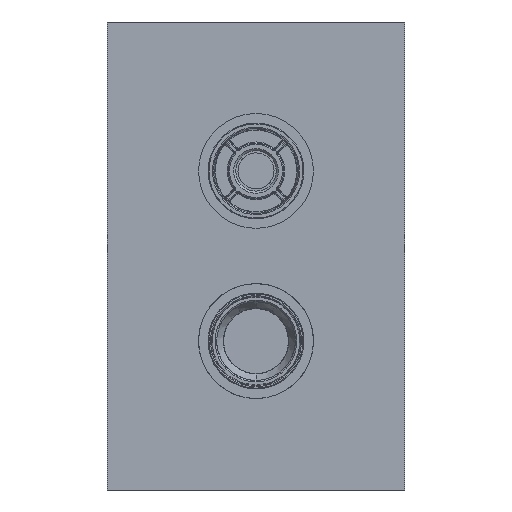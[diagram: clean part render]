
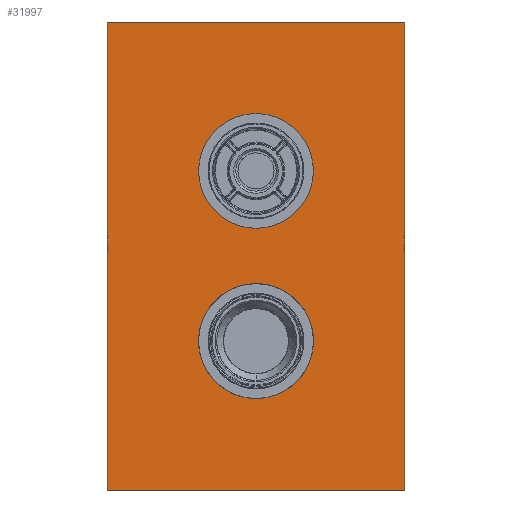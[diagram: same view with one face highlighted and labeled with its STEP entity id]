
A CAD part, front view. The second image highlights one B-rep face of the part: STEP entity #31997.
In plain terms, the highlighted planar face has unit normal (0, -1, 0).
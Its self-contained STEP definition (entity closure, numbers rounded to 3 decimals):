
#31778=CARTESIAN_POINT('Axis2P3D Location',(0.,95.128,40.)) ;
#31885=CARTESIAN_POINT('Line Origine',(-70.,95.128,40.)) ;
#31889=CARTESIAN_POINT('Vertex',(-70.,95.128,-70.)) ;
#31891=CARTESIAN_POINT('Vertex',(-70.,95.128,150.)) ;
#31894=CARTESIAN_POINT('Line Origine',(0.,95.128,-70.)) ;
#31898=CARTESIAN_POINT('Vertex',(70.,95.128,-70.)) ;
#31901=CARTESIAN_POINT('Line Origine',(70.,95.128,40.)) ;
#31905=CARTESIAN_POINT('Vertex',(70.,95.128,150.)) ;
#31908=CARTESIAN_POINT('Line Origine',(0.,95.128,150.)) ;
#31919=CARTESIAN_POINT('Axis2P3D Location',(0.,95.128,80.)) ;
#31923=CARTESIAN_POINT('Vertex',(27.,95.128,80.)) ;
#31925=CARTESIAN_POINT('Vertex',(-27.,95.128,80.)) ;
#31928=CARTESIAN_POINT('Axis2P3D Location',(0.,95.128,80.)) ;
#31938=CARTESIAN_POINT('Control Point',(-27.,95.128,0.)) ;
#31939=CARTESIAN_POINT('Control Point',(-27.,95.128,2.546)) ;
#31940=CARTESIAN_POINT('Control Point',(-26.7,95.128,5.091)) ;
#31941=CARTESIAN_POINT('Control Point',(-26.1,95.128,7.59)) ;
#31942=CARTESIAN_POINT('Control Point',(-24.322,95.128,12.398)) ;
#31943=CARTESIAN_POINT('Control Point',(-21.476,95.128,16.661)) ;
#31944=CARTESIAN_POINT('Control Point',(-19.807,95.128,18.615)) ;
#31945=CARTESIAN_POINT('Control Point',(-16.039,95.128,22.091)) ;
#31946=CARTESIAN_POINT('Control Point',(-11.567,95.128,24.597)) ;
#31947=CARTESIAN_POINT('Control Point',(-9.193,95.128,25.579)) ;
#31948=CARTESIAN_POINT('Control Point',(-4.257,95.128,26.966)) ;
#31949=CARTESIAN_POINT('Control Point',(0.865,95.128,27.167)) ;
#31950=CARTESIAN_POINT('Control Point',(3.427,95.128,26.964)) ;
#31951=CARTESIAN_POINT('Control Point',(8.453,95.128,25.958)) ;
#31952=CARTESIAN_POINT('Control Point',(13.108,95.128,23.811)) ;
#31953=CARTESIAN_POINT('Control Point',(15.298,95.128,22.467)) ;
#31954=CARTESIAN_POINT('Control Point',(19.32,95.128,19.288)) ;
#31955=CARTESIAN_POINT('Control Point',(22.492,95.128,15.261)) ;
#31956=CARTESIAN_POINT('Control Point',(23.833,95.128,13.069)) ;
#31957=CARTESIAN_POINT('Control Point',(25.613,95.128,9.192)) ;
#31958=CARTESIAN_POINT('Control Point',(26.603,95.128,5.059)) ;
#31959=CARTESIAN_POINT('Control Point',(26.868,95.128,3.382)) ;
#31960=CARTESIAN_POINT('Control Point',(27.,95.128,1.691)) ;
#31961=CARTESIAN_POINT('Control Point',(27.,95.128,0.)) ;
#31962=CARTESIAN_POINT('Vertex',(-27.,95.128,0.)) ;
#31964=CARTESIAN_POINT('Vertex',(27.,95.128,0.)) ;
#31968=CARTESIAN_POINT('Control Point',(27.,95.128,0.)) ;
#31969=CARTESIAN_POINT('Control Point',(27.,95.128,-2.546)) ;
#31970=CARTESIAN_POINT('Control Point',(26.7,95.128,-5.091)) ;
#31971=CARTESIAN_POINT('Control Point',(26.1,95.128,-7.59)) ;
#31972=CARTESIAN_POINT('Control Point',(24.322,95.128,-12.398)) ;
#31973=CARTESIAN_POINT('Control Point',(21.476,95.128,-16.661)) ;
#31974=CARTESIAN_POINT('Control Point',(19.807,95.128,-18.615)) ;
#31975=CARTESIAN_POINT('Control Point',(16.039,95.128,-22.091)) ;
#31976=CARTESIAN_POINT('Control Point',(11.567,95.128,-24.597)) ;
#31977=CARTESIAN_POINT('Control Point',(9.193,95.128,-25.579)) ;
#31978=CARTESIAN_POINT('Control Point',(4.257,95.128,-26.966)) ;
#31979=CARTESIAN_POINT('Control Point',(-0.865,95.128,-27.167)) ;
#31980=CARTESIAN_POINT('Control Point',(-3.427,95.128,-26.964)) ;
#31981=CARTESIAN_POINT('Control Point',(-8.453,95.128,-25.958)) ;
#31982=CARTESIAN_POINT('Control Point',(-13.108,95.128,-23.811)) ;
#31983=CARTESIAN_POINT('Control Point',(-15.298,95.128,-22.467)) ;
#31984=CARTESIAN_POINT('Control Point',(-19.32,95.128,-19.288)) ;
#31985=CARTESIAN_POINT('Control Point',(-22.492,95.128,-15.261)) ;
#31986=CARTESIAN_POINT('Control Point',(-23.833,95.128,-13.069)) ;
#31987=CARTESIAN_POINT('Control Point',(-25.613,95.128,-9.192)) ;
#31988=CARTESIAN_POINT('Control Point',(-26.603,95.128,-5.059)) ;
#31989=CARTESIAN_POINT('Control Point',(-26.868,95.128,-3.382)) ;
#31990=CARTESIAN_POINT('Control Point',(-27.,95.128,-1.691)) ;
#31991=CARTESIAN_POINT('Control Point',(-27.,95.128,0.)) ;
#31887=VECTOR('Line Direction',#31886,1.) ;
#31896=VECTOR('Line Direction',#31895,1.) ;
#31903=VECTOR('Line Direction',#31902,1.) ;
#31910=VECTOR('Line Direction',#31909,1.) ;
#31779=DIRECTION('Axis2P3D Direction',(0.,1.,-0.)) ;
#31780=DIRECTION('Axis2P3D XDirection',(-1.,0.,0.)) ;
#31886=DIRECTION('Vector Direction',(0.,0.,-1.)) ;
#31895=DIRECTION('Vector Direction',(1.,0.,0.)) ;
#31902=DIRECTION('Vector Direction',(0.,0.,1.)) ;
#31909=DIRECTION('Vector Direction',(-1.,0.,0.)) ;
#31920=DIRECTION('Axis2P3D Direction',(0.,1.,-0.)) ;
#31929=DIRECTION('Axis2P3D Direction',(0.,1.,-0.)) ;
#31781=AXIS2_PLACEMENT_3D('Plane Axis2P3D',#31778,#31779,#31780) ;
#31921=AXIS2_PLACEMENT_3D('Circle Axis2P3D',#31919,#31920,$) ;
#31930=AXIS2_PLACEMENT_3D('Circle Axis2P3D',#31928,#31929,$) ;
#31888=LINE('Line',#31885,#31887) ;
#31897=LINE('Line',#31894,#31896) ;
#31904=LINE('Line',#31901,#31903) ;
#31911=LINE('Line',#31908,#31910) ;
#31922=CIRCLE('generated circle',#31921,27.) ;
#31931=CIRCLE('generated circle',#31930,27.) ;
#31782=PLANE('',#31781) ;
#31936=FACE_BOUND('',#31933,.T.) ;
#31996=FACE_BOUND('',#31993,.T.) ;
#31893=EDGE_CURVE('',#31890,#31892,#31888,.F.) ;
#31900=EDGE_CURVE('',#31899,#31890,#31897,.F.) ;
#31907=EDGE_CURVE('',#31906,#31899,#31904,.F.) ;
#31912=EDGE_CURVE('',#31892,#31906,#31911,.F.) ;
#31927=EDGE_CURVE('',#31924,#31926,#31922,.F.) ;
#31932=EDGE_CURVE('',#31926,#31924,#31931,.F.) ;
#31966=EDGE_CURVE('',#31963,#31965,#31937,.T.) ;
#31992=EDGE_CURVE('',#31965,#31963,#31967,.T.) ;
#31914=ORIENTED_EDGE('',*,*,#31893,.F.) ;
#31915=ORIENTED_EDGE('',*,*,#31900,.F.) ;
#31916=ORIENTED_EDGE('',*,*,#31907,.F.) ;
#31917=ORIENTED_EDGE('',*,*,#31912,.F.) ;
#31934=ORIENTED_EDGE('',*,*,#31927,.F.) ;
#31935=ORIENTED_EDGE('',*,*,#31932,.F.) ;
#31994=ORIENTED_EDGE('',*,*,#31966,.T.) ;
#31995=ORIENTED_EDGE('',*,*,#31992,.T.) ;
#31913=EDGE_LOOP('',(#31914,#31915,#31916,#31917)) ;
#31933=EDGE_LOOP('',(#31934,#31935)) ;
#31993=EDGE_LOOP('',(#31994,#31995)) ;
#31890=VERTEX_POINT('',#31889) ;
#31892=VERTEX_POINT('',#31891) ;
#31899=VERTEX_POINT('',#31898) ;
#31906=VERTEX_POINT('',#31905) ;
#31924=VERTEX_POINT('',#31923) ;
#31926=VERTEX_POINT('',#31925) ;
#31963=VERTEX_POINT('',#31962) ;
#31965=VERTEX_POINT('',#31964) ;
#31997=ADVANCED_FACE('RI0BM030.1',(#31918,#31936,#31996),#31782,.F.) ;
#31937=B_SPLINE_CURVE_WITH_KNOTS('',5,(#31938,#31939,#31940,#31941,#31942,#31943,#31944,#31945,#31946,#31947,#31948,#31949,#31950,#31951,#31952,#31953,#31954,#31955,#31956,#31957,#31958,#31959,#31960,#31961),.UNSPECIFIED.,.F.,.U.,(6,3,3,3,3,3,3,6),(0.,18.,36.,54.,71.999,89.999,107.999,119.957),.UNSPECIFIED.) ;
#31967=B_SPLINE_CURVE_WITH_KNOTS('',5,(#31968,#31969,#31970,#31971,#31972,#31973,#31974,#31975,#31976,#31977,#31978,#31979,#31980,#31981,#31982,#31983,#31984,#31985,#31986,#31987,#31988,#31989,#31990,#31991),.UNSPECIFIED.,.F.,.U.,(6,3,3,3,3,3,3,6),(0.,18.,36.,54.,71.999,89.999,107.999,119.957),.UNSPECIFIED.) ;
#31918=FACE_OUTER_BOUND('',#31913,.T.) ;
